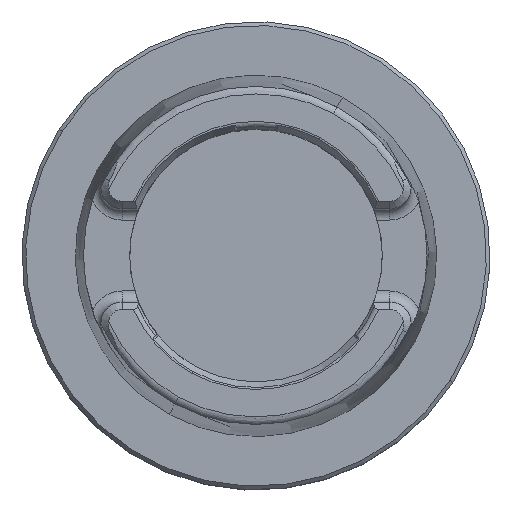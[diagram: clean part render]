
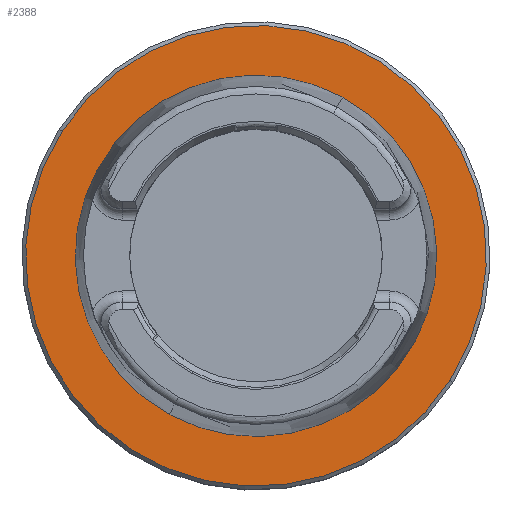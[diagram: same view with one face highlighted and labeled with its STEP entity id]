
A CAD part, top view. The second image highlights one B-rep face of the part: STEP entity #2388.
In plain terms, the highlighted planar face has unit normal (0, 0, 1).
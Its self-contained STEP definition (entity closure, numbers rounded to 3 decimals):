
#48=AXIS2_PLACEMENT_3D('Circle Axis2P3D',#46,#47,$) ;
#425=AXIS2_PLACEMENT_3D('Circle Axis2P3D',#423,#424,$) ;
#2337=AXIS2_PLACEMENT_3D('Circle Axis2P3D',#2335,#2336,$) ;
#2373=AXIS2_PLACEMENT_3D('Plane Axis2P3D',#2370,#2371,#2372) ;
#2377=AXIS2_PLACEMENT_3D('Circle Axis2P3D',#2375,#2376,$) ;
#43=CARTESIAN_POINT('Vertex',(-11.66,-21.343,0.)) ;
#46=CARTESIAN_POINT('Axis2P3D Location',(0.,0.,0.)) ;
#50=CARTESIAN_POINT('Vertex',(11.66,21.343,0.)) ;
#423=CARTESIAN_POINT('Axis2P3D Location',(0.,0.,0.)) ;
#2335=CARTESIAN_POINT('Axis2P3D Location',(0.,0.,0.)) ;
#2339=CARTESIAN_POINT('Vertex',(-26.086,16.749,0.)) ;
#2341=CARTESIAN_POINT('Vertex',(26.086,-16.749,0.)) ;
#2370=CARTESIAN_POINT('Axis2P3D Location',(0.,0.,0.)) ;
#2375=CARTESIAN_POINT('Axis2P3D Location',(0.,0.,0.)) ;
#47=DIRECTION('Axis2P3D Direction',(0.,0.,-1.)) ;
#424=DIRECTION('Axis2P3D Direction',(0.,0.,-1.)) ;
#2336=DIRECTION('Axis2P3D Direction',(0.,0.,-1.)) ;
#2371=DIRECTION('Axis2P3D Direction',(0.,0.,1.)) ;
#2372=DIRECTION('Axis2P3D XDirection',(1.,0.,0.)) ;
#2376=DIRECTION('Axis2P3D Direction',(0.,0.,1.)) ;
#2381=ORIENTED_EDGE('',*,*,#2343,.T.) ;
#2382=ORIENTED_EDGE('',*,*,#2379,.T.) ;
#2385=ORIENTED_EDGE('',*,*,#427,.T.) ;
#2386=ORIENTED_EDGE('',*,*,#52,.T.) ;
#2387=FACE_BOUND('',#2384,.T.) ;
#2388=ADVANCED_FACE('NOCUT',(#2383,#2387),#2374,.T.) ;
#49=CIRCLE('generated circle',#48,24.321) ;
#426=CIRCLE('generated circle',#425,24.321) ;
#2338=CIRCLE('generated circle',#2337,31.) ;
#2378=CIRCLE('generated circle',#2377,31.) ;
#52=EDGE_CURVE('',#51,#44,#49,.T.) ;
#427=EDGE_CURVE('',#44,#51,#426,.T.) ;
#2343=EDGE_CURVE('',#2340,#2342,#2338,.F.) ;
#2379=EDGE_CURVE('',#2342,#2340,#2378,.T.) ;
#2380=EDGE_LOOP('',(#2381,#2382)) ;
#2384=EDGE_LOOP('',(#2385,#2386)) ;
#2383=FACE_OUTER_BOUND('',#2380,.T.) ;
#2374=PLANE('',#2373) ;
#44=VERTEX_POINT('',#43) ;
#51=VERTEX_POINT('',#50) ;
#2340=VERTEX_POINT('',#2339) ;
#2342=VERTEX_POINT('',#2341) ;
